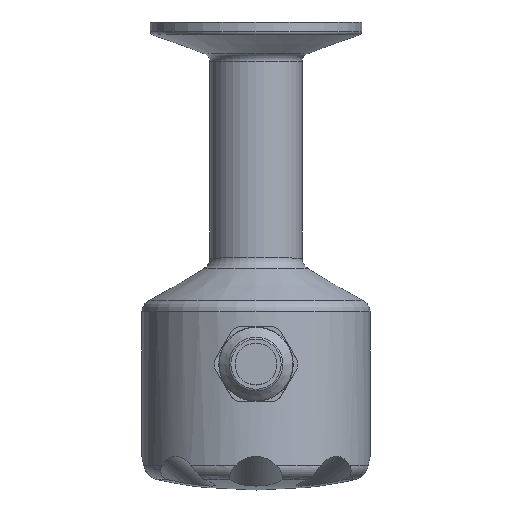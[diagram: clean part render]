
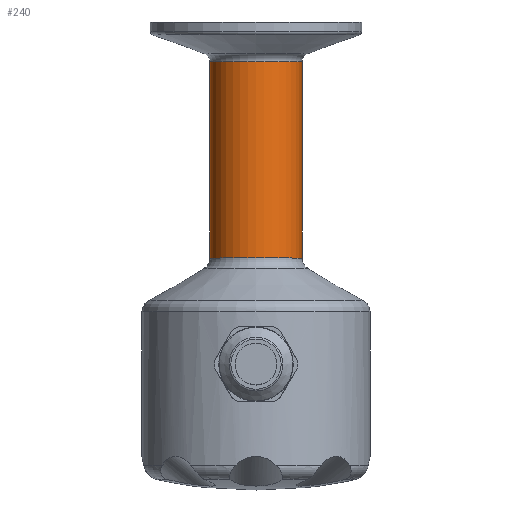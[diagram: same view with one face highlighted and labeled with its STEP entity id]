
A CAD part, top view. The second image highlights one B-rep face of the part: STEP entity #240.
In plain terms, the highlighted cylindrical face has radius 11 mm (diameter 22 mm), a full revolution.
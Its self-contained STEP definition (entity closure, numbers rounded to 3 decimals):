
#240 = ADVANCED_FACE( '', ( #507, #508 ), #509, .T. );
#507 = FACE_OUTER_BOUND( '', #772, .T. );
#508 = FACE_OUTER_BOUND( '', #773, .T. );
#509 = CYLINDRICAL_SURFACE( '', #774, 11. );
#772 = EDGE_LOOP( '', ( #1373 ) );
#773 = EDGE_LOOP( '', ( #1374 ) );
#774 = AXIS2_PLACEMENT_3D( '', #1375, #1376, #1377 );
#1373 = ORIENTED_EDGE( '', *, *, #1503, .T. );
#1374 = ORIENTED_EDGE( '', *, *, #1595, .T. );
#1375 = CARTESIAN_POINT( '', ( 0., -27.15, 0. ) );
#1376 = DIRECTION( '', ( 0., 1., 0. ) );
#1377 = DIRECTION( '', ( 0., 0., -1. ) );
#1503 = EDGE_CURVE( '', #1804, #1804, #1805, .T. );
#1595 = EDGE_CURVE( '', #1935, #1935, #1936, .F. );
#1804 = VERTEX_POINT( '', #2406 );
#1805 = CIRCLE( '', #2407, 11. );
#1935 = VERTEX_POINT( '', #3045 );
#1936 = CIRCLE( '', #3046, 11. );
#2406 = CARTESIAN_POINT( '', ( 0., -9.437, -11. ) );
#2407 = AXIS2_PLACEMENT_3D( '', #3276, #3277, #3278 );
#3045 = CARTESIAN_POINT( '', ( 0., -56.368, -11. ) );
#3046 = AXIS2_PLACEMENT_3D( '', #3369, #3370, #3371 );
#3276 = CARTESIAN_POINT( '', ( 0., -9.437, 0. ) );
#3277 = DIRECTION( '', ( 0., -1., 0. ) );
#3278 = DIRECTION( '', ( 0., 0., -1. ) );
#3369 = CARTESIAN_POINT( '', ( 0., -56.368, 0. ) );
#3370 = DIRECTION( '', ( 0., -1., 0. ) );
#3371 = DIRECTION( '', ( 0., 0., -1. ) );
